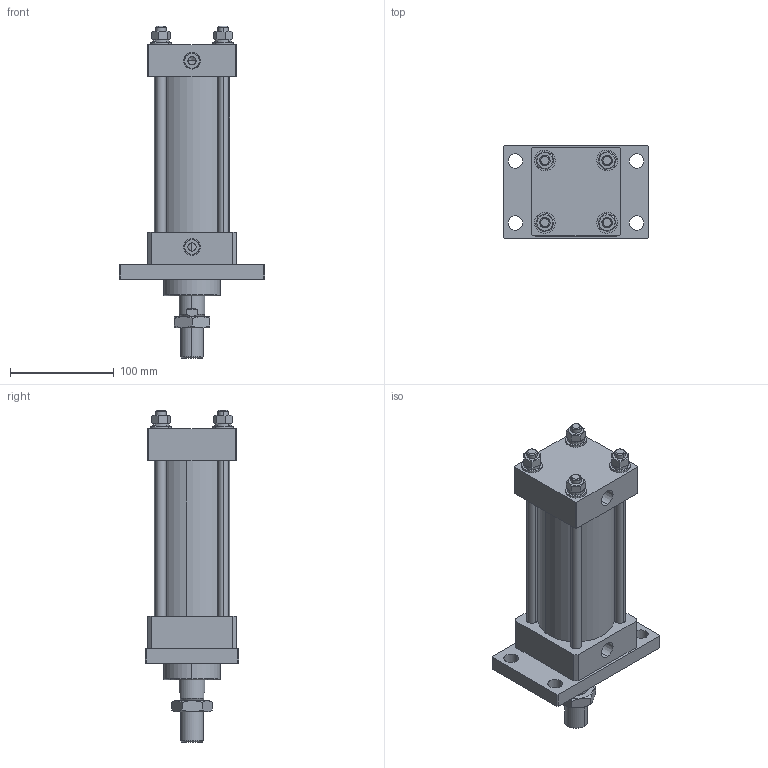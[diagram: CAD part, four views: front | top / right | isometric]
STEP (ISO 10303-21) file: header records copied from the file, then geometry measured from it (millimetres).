
FILE_DESCRIPTION (( 'STEP AP203' ), '1' );
FILE_NAME ('MOB-63-25-100-FA.STEP', '2021-04-28T03:17:45', ( '微软用户' ), ( '微软中国' ), 'SwSTEP 2.0', 'SolidWorks 2012', '' );
FILE_SCHEMA (( 'CONFIG_CONTROL_DESIGN' ));
Length unit declared in the file: millimetre
Products named in the file (12): MOB-63-25-100-FA; MOB-63-25-100-FA楊擘; M10蹟佪^MOB-63-25-100-FA; plain washers--product grade c gb_GB_FASTENER_WASHER_SMWC 10; spring lock washers--normal type gb_GB_FASTENER_WASHER_SW 10; hex nuts 1-fine pitch-grades ab gb_GB_FASTENER_NUT_SNAB1XY M10X1.25-C; hex thin nuts-grades ab-chamfered gb_GB_FASTENER_NUT_STNAB  B M22-C; MOB-63-25-100-FA嶺裝; MOB-63-25-100活塞杆; MOB-63-25-100前盖; MOB-63-25-100掛极; MOB-63-25-100綴裔
Assembly tree (17 placements, depth 3):
  MOB-63-25-100-FA
    MOB-63-25-100綴裔
    MOB-63-25-100掛极
    MOB-63-25-100前盖
    MOB-63-25-100活塞杆
    MOB-63-25-100-FA嶺裝  x4
    hex thin nuts-grades ab-chamfered gb_GB_FASTENER_NUT_STNAB  B M22-C
    M10蹟佪^MOB-63-25-100-FA  x4
      hex nuts 1-fine pitch-grades ab gb_GB_FASTENER_NUT_SNAB1XY M10X1.25-C
      spring lock washers--normal type gb_GB_FASTENER_WASHER_SW 10
      plain washers--product grade c gb_GB_FASTENER_WASHER_SMWC 10
    MOB-63-25-100-FA楊擘
Bounding box: 140 x 90 x 320 mm (x, y, z)
Volume: 1016722.1 mm3; surface area: 246660.3 mm2
Topology: 22 solids, 22 shells, 341 faces, 771 edges, 484 vertices
Faces by surface type: cylinder 128, plane 118, cone 81, torus 14
Entity records: 8122 total; most frequent: CARTESIAN_POINT 1516, DIRECTION 1180, ORIENTED_EDGE 1002, EDGE_CURVE 501, AXIS2_PLACEMENT_3D 484, VERTEX_POINT 316, EDGE_LOOP 273, CIRCLE 248
